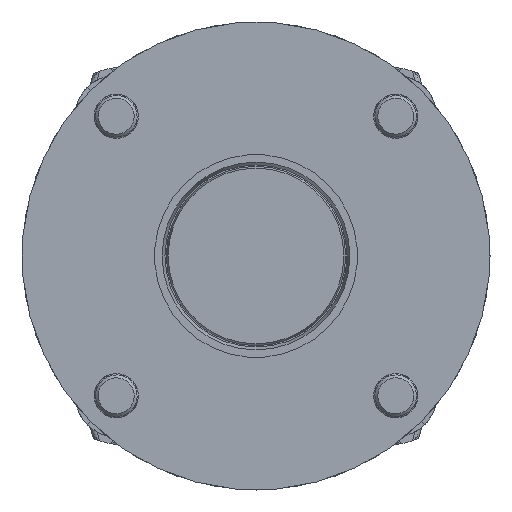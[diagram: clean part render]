
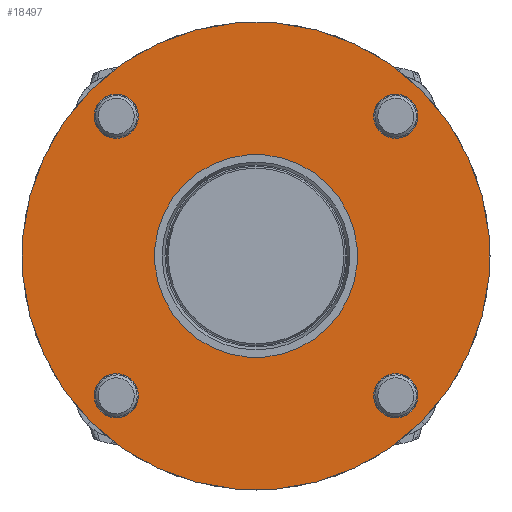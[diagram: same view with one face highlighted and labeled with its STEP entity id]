
A CAD part, front view. The second image highlights one B-rep face of the part: STEP entity #18497.
In plain terms, the highlighted planar face has unit normal (0, -1, 0).
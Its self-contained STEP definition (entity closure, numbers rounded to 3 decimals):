
#665 = FACE_BOUND ( 'NONE', #42648, .T. ) ;
#869 = DIRECTION ( 'NONE',  ( -0.707, 0., 0.707 ) ) ;
#927 = CIRCLE ( 'NONE', #45331, 39. ) ;
#1010 = CARTESIAN_POINT ( 'NONE',  ( -53.74, -3., -53.74 ) ) ;
#1712 = AXIS2_PLACEMENT_3D ( 'NONE', #20667, #47886, #24623 ) ;
#2413 = CARTESIAN_POINT ( 'NONE',  ( 47.73, -3., -47.73 ) ) ;
#2636 = EDGE_LOOP ( 'NONE', ( #50574 ) ) ;
#2794 = CIRCLE ( 'NONE', #10409, 8.5 ) ;
#3516 = EDGE_LOOP ( 'NONE', ( #33615 ) ) ;
#5000 = DIRECTION ( 'NONE',  ( -0.707, 0., 0.707 ) ) ;
#5958 = CIRCLE ( 'NONE', #13943, 8.5 ) ;
#6726 = VERTEX_POINT ( 'NONE', #15171 ) ;
#7281 = FACE_BOUND ( 'NONE', #48393, .T. ) ;
#8617 = VERTEX_POINT ( 'NONE', #10894 ) ;
#8894 = DIRECTION ( 'NONE',  ( 0., -1., 0. ) ) ;
#10409 = AXIS2_PLACEMENT_3D ( 'NONE', #32306, #8894, #36263 ) ;
#10495 = CARTESIAN_POINT ( 'NONE',  ( 0., -3., 0. ) ) ;
#10894 = CARTESIAN_POINT ( 'NONE',  ( 47.73, -3., 59.751 ) ) ;
#11189 = DIRECTION ( 'NONE',  ( 0., 1., 0. ) ) ;
#13943 = AXIS2_PLACEMENT_3D ( 'NONE', #1010, #28471, #5000 ) ;
#14125 = VERTEX_POINT ( 'NONE', #2413 ) ;
#14145 = CARTESIAN_POINT ( 'NONE',  ( -59.751, -3., 59.751 ) ) ;
#14438 = DIRECTION ( 'NONE',  ( 0.707, 0., -0.707 ) ) ;
#14574 = EDGE_CURVE ( 'NONE', #38916, #38916, #24893, .T. ) ;
#14991 = AXIS2_PLACEMENT_3D ( 'NONE', #10495, #37817, #14438 ) ;
#15171 = CARTESIAN_POINT ( 'NONE',  ( -59.751, -3., -47.73 ) ) ;
#15940 = AXIS2_PLACEMENT_3D ( 'NONE', #34659, #11189, #38493 ) ;
#16387 = EDGE_CURVE ( 'NONE', #14125, #14125, #33367, .T. ) ;
#17006 = ORIENTED_EDGE ( 'NONE', *, *, #16387, .F. ) ;
#18179 = PLANE ( 'NONE',  #14991 ) ;
#18497 = ADVANCED_FACE ( 'NONE', ( #46318, #665, #35212, #47487, #38458, #7281 ), #18179, .F. ) ;
#19368 = EDGE_LOOP ( 'NONE', ( #31484 ) ) ;
#20039 = EDGE_CURVE ( 'NONE', #48548, #48548, #40300, .T. ) ;
#20667 = CARTESIAN_POINT ( 'NONE',  ( -53.74, -3., 53.74 ) ) ;
#22134 = CARTESIAN_POINT ( 'NONE',  ( 63.64, -3., -63.64 ) ) ;
#22470 = ORIENTED_EDGE ( 'NONE', *, *, #36484, .T. ) ;
#23087 = DIRECTION ( 'NONE',  ( 0., 1., 0. ) ) ;
#24367 = DIRECTION ( 'NONE',  ( 0., -1., 0. ) ) ;
#24623 = DIRECTION ( 'NONE',  ( -0.707, 0., 0.707 ) ) ;
#24893 = CIRCLE ( 'NONE', #1712, 8.5 ) ;
#28471 = DIRECTION ( 'NONE',  ( 0., -1., 0. ) ) ;
#28995 = ORIENTED_EDGE ( 'NONE', *, *, #36619, .F. ) ;
#29677 = AXIS2_PLACEMENT_3D ( 'NONE', #47640, #24367, #869 ) ;
#31484 = ORIENTED_EDGE ( 'NONE', *, *, #14574, .F. ) ;
#32306 = CARTESIAN_POINT ( 'NONE',  ( 53.74, -3., 53.74 ) ) ;
#33367 = CIRCLE ( 'NONE', #29677, 8.5 ) ;
#33615 = ORIENTED_EDGE ( 'NONE', *, *, #20039, .F. ) ;
#34353 = CARTESIAN_POINT ( 'NONE',  ( 27.577, -3., -27.577 ) ) ;
#34659 = CARTESIAN_POINT ( 'NONE',  ( 0., -3., 0. ) ) ;
#35212 = FACE_BOUND ( 'NONE', #48200, .T. ) ;
#36263 = DIRECTION ( 'NONE',  ( -0.707, 0., 0.707 ) ) ;
#36484 = EDGE_CURVE ( 'NONE', #46430, #46430, #927, .T. ) ;
#36619 = EDGE_CURVE ( 'NONE', #8617, #8617, #2794, .T. ) ;
#37817 = DIRECTION ( 'NONE',  ( 0., 1., 0. ) ) ;
#38458 = FACE_OUTER_BOUND ( 'NONE', #3516, .T. ) ;
#38493 = DIRECTION ( 'NONE',  ( 0.707, 0., -0.707 ) ) ;
#38916 = VERTEX_POINT ( 'NONE', #14145 ) ;
#40300 = CIRCLE ( 'NONE', #15940, 90. ) ;
#42648 = EDGE_LOOP ( 'NONE', ( #28995 ) ) ;
#45331 = AXIS2_PLACEMENT_3D ( 'NONE', #46416, #23087, #50260 ) ;
#46318 = FACE_BOUND ( 'NONE', #19368, .T. ) ;
#46416 = CARTESIAN_POINT ( 'NONE',  ( 0., -3., 0. ) ) ;
#46430 = VERTEX_POINT ( 'NONE', #34353 ) ;
#47487 = FACE_BOUND ( 'NONE', #2636, .T. ) ;
#47523 = EDGE_CURVE ( 'NONE', #6726, #6726, #5958, .T. ) ;
#47640 = CARTESIAN_POINT ( 'NONE',  ( 53.74, -3., -53.74 ) ) ;
#47886 = DIRECTION ( 'NONE',  ( 0., -1., 0. ) ) ;
#48200 = EDGE_LOOP ( 'NONE', ( #17006 ) ) ;
#48393 = EDGE_LOOP ( 'NONE', ( #22470 ) ) ;
#48548 = VERTEX_POINT ( 'NONE', #22134 ) ;
#50260 = DIRECTION ( 'NONE',  ( 0.707, 0., -0.707 ) ) ;
#50574 = ORIENTED_EDGE ( 'NONE', *, *, #47523, .F. ) ;
